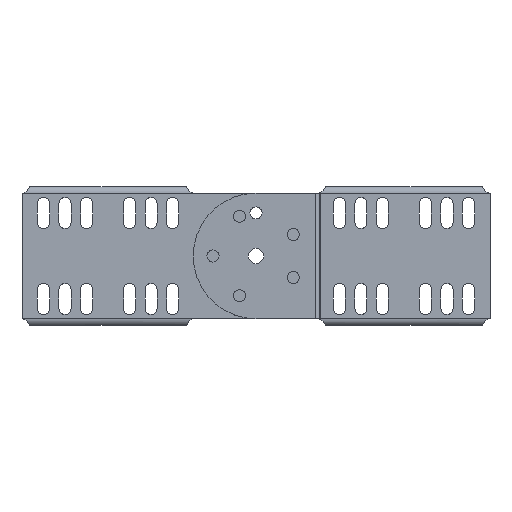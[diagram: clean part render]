
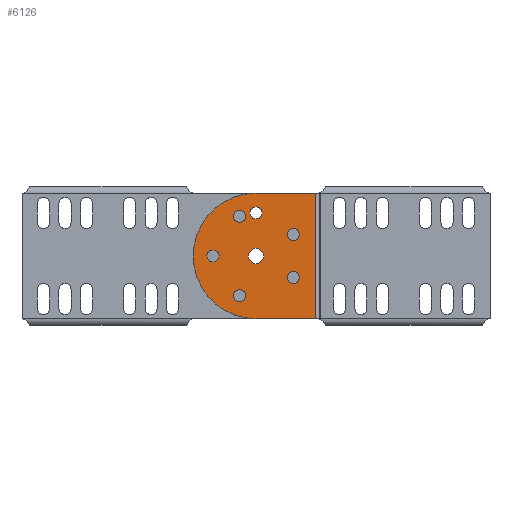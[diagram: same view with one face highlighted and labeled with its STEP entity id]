
A CAD part, top view. The second image highlights one B-rep face of the part: STEP entity #6126.
In plain terms, the highlighted planar face has unit normal (0, 0, 1).
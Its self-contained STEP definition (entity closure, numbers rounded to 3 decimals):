
#4152=DIRECTION('',(-1.,0.,0.));
#4153=VECTOR('',#4152,34.711);
#4154=CARTESIAN_POINT('',(136.,-36.5,2.));
#4155=LINE('',#4154,#4153);
#4181=DIRECTION('',(0.,1.,0.));
#4182=VECTOR('',#4181,73.);
#4183=CARTESIAN_POINT('',(101.289,-36.5,2.));
#4184=LINE('',#4183,#4182);
#4189=DIRECTION('',(1.,0.,0.));
#4190=VECTOR('',#4189,34.711);
#4191=CARTESIAN_POINT('',(101.289,36.5,2.));
#4192=LINE('',#4191,#4190);
#4215=CARTESIAN_POINT('',(136.,0.,2.));
#4216=DIRECTION('',(0.,0.,1.));
#4217=DIRECTION('',(1.,0.,0.));
#4218=AXIS2_PLACEMENT_3D('',#4215,#4216,#4217);
#4220=CARTESIAN_POINT('',(136.,0.,2.));
#4221=DIRECTION('',(0.,0.,1.));
#4222=DIRECTION('',(0.,-1.,0.));
#4223=AXIS2_PLACEMENT_3D('',#4220,#4221,#4222);
#4225=CARTESIAN_POINT('',(145.567,23.097,2.));
#4226=DIRECTION('',(0.,0.,-1.));
#4227=DIRECTION('',(-1.,0.,0.));
#4228=AXIS2_PLACEMENT_3D('',#4225,#4226,#4227);
#4230=CARTESIAN_POINT('',(145.567,23.097,2.));
#4231=DIRECTION('',(0.,0.,-1.));
#4232=DIRECTION('',(1.,0.,0.));
#4233=AXIS2_PLACEMENT_3D('',#4230,#4231,#4232);
#4235=CARTESIAN_POINT('',(136.,0.,2.));
#4236=DIRECTION('',(0.,0.,-1.));
#4237=DIRECTION('',(-1.,0.,0.));
#4238=AXIS2_PLACEMENT_3D('',#4235,#4236,#4237);
#4240=CARTESIAN_POINT('',(136.,0.,2.));
#4241=DIRECTION('',(0.,0.,-1.));
#4242=DIRECTION('',(1.,0.,0.));
#4243=AXIS2_PLACEMENT_3D('',#4240,#4241,#4242);
#4245=CARTESIAN_POINT('',(136.,-25.,2.));
#4246=DIRECTION('',(0.,0.,-1.));
#4247=DIRECTION('',(-1.,0.,0.));
#4248=AXIS2_PLACEMENT_3D('',#4245,#4246,#4247);
#4250=CARTESIAN_POINT('',(136.,-25.,2.));
#4251=DIRECTION('',(0.,0.,-1.));
#4252=DIRECTION('',(1.,0.,0.));
#4253=AXIS2_PLACEMENT_3D('',#4250,#4251,#4252);
#4255=CARTESIAN_POINT('',(114.349,12.5,2.));
#4256=DIRECTION('',(0.,0.,-1.));
#4257=DIRECTION('',(-1.,0.,0.));
#4258=AXIS2_PLACEMENT_3D('',#4255,#4256,#4257);
#4260=CARTESIAN_POINT('',(114.349,12.5,2.));
#4261=DIRECTION('',(0.,0.,-1.));
#4262=DIRECTION('',(1.,0.,0.));
#4263=AXIS2_PLACEMENT_3D('',#4260,#4261,#4262);
#4265=CARTESIAN_POINT('',(114.349,-12.5,2.));
#4266=DIRECTION('',(0.,0.,-1.));
#4267=DIRECTION('',(-1.,0.,0.));
#4268=AXIS2_PLACEMENT_3D('',#4265,#4266,#4267);
#4270=CARTESIAN_POINT('',(114.349,-12.5,2.));
#4271=DIRECTION('',(0.,0.,-1.));
#4272=DIRECTION('',(1.,0.,0.));
#4273=AXIS2_PLACEMENT_3D('',#4270,#4271,#4272);
#4275=CARTESIAN_POINT('',(161.,0.,2.));
#4276=DIRECTION('',(0.,0.,-1.));
#4277=DIRECTION('',(-1.,0.,0.));
#4278=AXIS2_PLACEMENT_3D('',#4275,#4276,#4277);
#4280=CARTESIAN_POINT('',(161.,0.,2.));
#4281=DIRECTION('',(0.,0.,-1.));
#4282=DIRECTION('',(1.,0.,0.));
#4283=AXIS2_PLACEMENT_3D('',#4280,#4281,#4282);
#4285=CARTESIAN_POINT('',(145.567,-23.097,2.));
#4286=DIRECTION('',(0.,0.,-1.));
#4287=DIRECTION('',(-1.,0.,0.));
#4288=AXIS2_PLACEMENT_3D('',#4285,#4286,#4287);
#4290=CARTESIAN_POINT('',(145.567,-23.097,2.));
#4291=DIRECTION('',(0.,0.,-1.));
#4292=DIRECTION('',(1.,0.,0.));
#4293=AXIS2_PLACEMENT_3D('',#4290,#4291,#4292);
#5598=CARTESIAN_POINT('',(149.067,23.097,2.));
#5599=VERTEX_POINT('',#5598);
#5600=CARTESIAN_POINT('',(142.067,23.097,2.));
#5601=VERTEX_POINT('',#5600);
#5602=CARTESIAN_POINT('',(172.5,0.,2.));
#5603=CARTESIAN_POINT('',(136.,36.5,2.));
#5604=VERTEX_POINT('',#5602);
#5605=VERTEX_POINT('',#5603);
#5606=CARTESIAN_POINT('',(136.,-36.5,2.));
#5607=VERTEX_POINT('',#5606);
#5608=CARTESIAN_POINT('',(101.289,-36.5,2.));
#5609=VERTEX_POINT('',#5608);
#5610=CARTESIAN_POINT('',(101.289,36.5,2.));
#5611=VERTEX_POINT('',#5610);
#5612=CARTESIAN_POINT('',(140.5,0.,2.));
#5613=CARTESIAN_POINT('',(131.5,0.,2.));
#5614=VERTEX_POINT('',#5612);
#5615=VERTEX_POINT('',#5613);
#5616=CARTESIAN_POINT('',(139.5,-25.,2.));
#5617=CARTESIAN_POINT('',(132.5,-25.,2.));
#5618=VERTEX_POINT('',#5616);
#5619=VERTEX_POINT('',#5617);
#5620=CARTESIAN_POINT('',(117.849,12.5,2.));
#5621=CARTESIAN_POINT('',(110.849,12.5,2.));
#5622=VERTEX_POINT('',#5620);
#5623=VERTEX_POINT('',#5621);
#5624=CARTESIAN_POINT('',(117.849,-12.5,2.));
#5625=CARTESIAN_POINT('',(110.849,-12.5,2.));
#5626=VERTEX_POINT('',#5624);
#5627=VERTEX_POINT('',#5625);
#5628=CARTESIAN_POINT('',(164.5,0.,2.));
#5629=CARTESIAN_POINT('',(157.5,0.,2.));
#5630=VERTEX_POINT('',#5628);
#5631=VERTEX_POINT('',#5629);
#5632=CARTESIAN_POINT('',(149.067,-23.097,2.));
#5633=CARTESIAN_POINT('',(142.067,-23.097,2.));
#5634=VERTEX_POINT('',#5632);
#5635=VERTEX_POINT('',#5633);
#6072=CARTESIAN_POINT('',(5.,-3.109,2.));
#6073=DIRECTION('',(0.,0.,-1.));
#6074=DIRECTION('',(0.,1.,0.));
#6075=AXIS2_PLACEMENT_3D('',#6072,#6073,#6074);
#6076=PLANE('',#6075);
#6077=ORIENTED_EDGE('',*,*,#6060,.T.);
#6078=ORIENTED_EDGE('',*,*,#5978,.F.);
#6079=ORIENTED_EDGE('',*,*,#5994,.F.);
#6080=ORIENTED_EDGE('',*,*,#6008,.T.);
#6081=ORIENTED_EDGE('',*,*,#6047,.T.);
#6082=EDGE_LOOP('',(#6077,#6078,#6079,#6080,#6081));
#6083=FACE_OUTER_BOUND('',#6082,.F.);
#6085=ORIENTED_EDGE('',*,*,#6084,.F.);
#6087=ORIENTED_EDGE('',*,*,#6086,.F.);
#6088=EDGE_LOOP('',(#6085,#6087));
#6089=FACE_BOUND('',#6088,.F.);
#6091=ORIENTED_EDGE('',*,*,#6090,.F.);
#6093=ORIENTED_EDGE('',*,*,#6092,.F.);
#6094=EDGE_LOOP('',(#6091,#6093));
#6095=FACE_BOUND('',#6094,.F.);
#6097=ORIENTED_EDGE('',*,*,#6096,.F.);
#6099=ORIENTED_EDGE('',*,*,#6098,.F.);
#6100=EDGE_LOOP('',(#6097,#6099));
#6101=FACE_BOUND('',#6100,.F.);
#6103=ORIENTED_EDGE('',*,*,#6102,.F.);
#6105=ORIENTED_EDGE('',*,*,#6104,.F.);
#6106=EDGE_LOOP('',(#6103,#6105));
#6107=FACE_BOUND('',#6106,.F.);
#6109=ORIENTED_EDGE('',*,*,#6108,.F.);
#6111=ORIENTED_EDGE('',*,*,#6110,.F.);
#6112=EDGE_LOOP('',(#6109,#6111));
#6113=FACE_BOUND('',#6112,.F.);
#6115=ORIENTED_EDGE('',*,*,#6114,.F.);
#6117=ORIENTED_EDGE('',*,*,#6116,.F.);
#6118=EDGE_LOOP('',(#6115,#6117));
#6119=FACE_BOUND('',#6118,.F.);
#6121=ORIENTED_EDGE('',*,*,#6120,.F.);
#6123=ORIENTED_EDGE('',*,*,#6122,.F.);
#6124=EDGE_LOOP('',(#6121,#6123));
#6125=FACE_BOUND('',#6124,.F.);
#6126=ADVANCED_FACE('',(#6083,#6089,#6095,#6101,#6107,#6113,#6119,#6125),#6076,
.F.);
#4219=CIRCLE('',#4218,36.5);
#4224=CIRCLE('',#4223,36.5);
#4229=CIRCLE('',#4228,3.5);
#4234=CIRCLE('',#4233,3.5);
#4239=CIRCLE('',#4238,4.5);
#4244=CIRCLE('',#4243,4.5);
#4249=CIRCLE('',#4248,3.5);
#4254=CIRCLE('',#4253,3.5);
#4259=CIRCLE('',#4258,3.5);
#4264=CIRCLE('',#4263,3.5);
#4269=CIRCLE('',#4268,3.5);
#4274=CIRCLE('',#4273,3.5);
#4279=CIRCLE('',#4278,3.5);
#4284=CIRCLE('',#4283,3.5);
#4289=CIRCLE('',#4288,3.5);
#4294=CIRCLE('',#4293,3.5);
#5978=EDGE_CURVE('',#5604,#5605,#4219,.T.);
#5994=EDGE_CURVE('',#5607,#5604,#4224,.T.);
#6008=EDGE_CURVE('',#5607,#5609,#4155,.T.);
#6047=EDGE_CURVE('',#5609,#5611,#4184,.T.);
#6060=EDGE_CURVE('',#5611,#5605,#4192,.T.);
#6084=EDGE_CURVE('',#5601,#5599,#4229,.T.);
#6086=EDGE_CURVE('',#5599,#5601,#4234,.T.);
#6090=EDGE_CURVE('',#5615,#5614,#4239,.T.);
#6092=EDGE_CURVE('',#5614,#5615,#4244,.T.);
#6096=EDGE_CURVE('',#5619,#5618,#4249,.T.);
#6098=EDGE_CURVE('',#5618,#5619,#4254,.T.);
#6102=EDGE_CURVE('',#5623,#5622,#4259,.T.);
#6104=EDGE_CURVE('',#5622,#5623,#4264,.T.);
#6108=EDGE_CURVE('',#5627,#5626,#4269,.T.);
#6110=EDGE_CURVE('',#5626,#5627,#4274,.T.);
#6114=EDGE_CURVE('',#5631,#5630,#4279,.T.);
#6116=EDGE_CURVE('',#5630,#5631,#4284,.T.);
#6120=EDGE_CURVE('',#5635,#5634,#4289,.T.);
#6122=EDGE_CURVE('',#5634,#5635,#4294,.T.);
